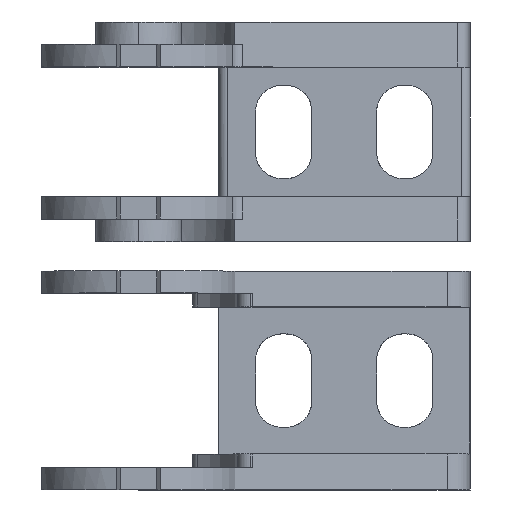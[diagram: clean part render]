
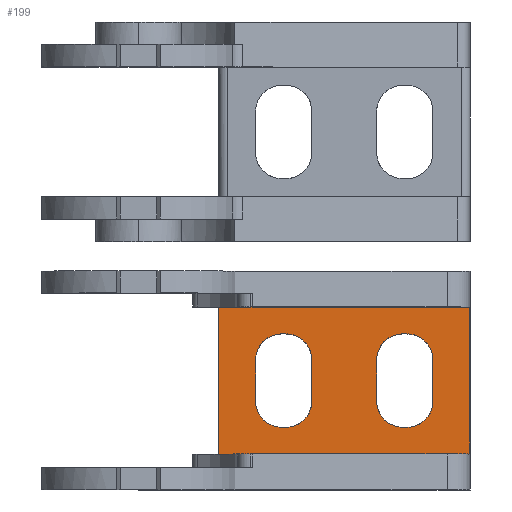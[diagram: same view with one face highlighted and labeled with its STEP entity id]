
A CAD part, top view. The second image highlights one B-rep face of the part: STEP entity #199.
In plain terms, the highlighted planar face has unit normal (0, 0, 1).
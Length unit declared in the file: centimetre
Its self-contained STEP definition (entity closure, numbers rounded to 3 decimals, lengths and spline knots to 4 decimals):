
#53=FACE_BOUND('',#698,.T.);
#54=FACE_BOUND('',#699,.T.);
#199=ADVANCED_FACE('',(#439,#53,#54),#4028,.T.);
#439=FACE_OUTER_BOUND('',#697,.T.);
#697=EDGE_LOOP('',(#1653,#1654,#1655,#1656));
#698=EDGE_LOOP('',(#1657,#1658,#1659,#1660,#1661,#1662,#1663,#1664));
#699=EDGE_LOOP('',(#1665,#1666,#1667,#1668,#1669,#1670,#1671,#1672));
#1653=ORIENTED_EDGE('',*,*,#2515,.T.);
#1654=ORIENTED_EDGE('',*,*,#2552,.T.);
#1655=ORIENTED_EDGE('',*,*,#2613,.T.);
#1656=ORIENTED_EDGE('',*,*,#2576,.T.);
#1657=ORIENTED_EDGE('',*,*,#2671,.F.);
#1658=ORIENTED_EDGE('',*,*,#2579,.F.);
#1659=ORIENTED_EDGE('',*,*,#2673,.F.);
#1660=ORIENTED_EDGE('',*,*,#2580,.F.);
#1661=ORIENTED_EDGE('',*,*,#2666,.F.);
#1662=ORIENTED_EDGE('',*,*,#2581,.F.);
#1663=ORIENTED_EDGE('',*,*,#2668,.F.);
#1664=ORIENTED_EDGE('',*,*,#2578,.F.);
#1665=ORIENTED_EDGE('',*,*,#2582,.F.);
#1666=ORIENTED_EDGE('',*,*,#2685,.F.);
#1667=ORIENTED_EDGE('',*,*,#2583,.F.);
#1668=ORIENTED_EDGE('',*,*,#2677,.F.);
#1669=ORIENTED_EDGE('',*,*,#2584,.F.);
#1670=ORIENTED_EDGE('',*,*,#2680,.F.);
#1671=ORIENTED_EDGE('',*,*,#2585,.F.);
#1672=ORIENTED_EDGE('',*,*,#2683,.F.);
#2515=EDGE_CURVE('',#3747,#3746,#3089,.T.);
#2552=EDGE_CURVE('',#3746,#3786,#3124,.T.);
#2576=EDGE_CURVE('',#3836,#3747,#3146,.T.);
#2578=EDGE_CURVE('',#3837,#3838,#3148,.T.);
#2579=EDGE_CURVE('',#3840,#3839,#3149,.T.);
#2580=EDGE_CURVE('',#3842,#3841,#3150,.T.);
#2581=EDGE_CURVE('',#3844,#3843,#3151,.T.);
#2582=EDGE_CURVE('',#3845,#3846,#3152,.T.);
#2583=EDGE_CURVE('',#3848,#3847,#3153,.T.);
#2584=EDGE_CURVE('',#3850,#3849,#3154,.T.);
#2585=EDGE_CURVE('',#3852,#3851,#3155,.T.);
#2613=EDGE_CURVE('',#3786,#3836,#3171,.T.);
#2666=EDGE_CURVE('',#3843,#3842,#3448,.T.);
#2668=EDGE_CURVE('',#3838,#3844,#3450,.T.);
#2671=EDGE_CURVE('',#3839,#3837,#3452,.T.);
#2673=EDGE_CURVE('',#3841,#3840,#3454,.T.);
#2677=EDGE_CURVE('',#3849,#3848,#3456,.T.);
#2680=EDGE_CURVE('',#3851,#3850,#3458,.T.);
#2683=EDGE_CURVE('',#3846,#3852,#3460,.T.);
#2685=EDGE_CURVE('',#3847,#3845,#3462,.T.);
#3089=B_SPLINE_CURVE_WITH_KNOTS('',1,(#7585,#7586),.UNSPECIFIED.,.F.,.F.,
(2,2),(0.,29.),.UNSPECIFIED.);
#3124=B_SPLINE_CURVE_WITH_KNOTS('',1,(#7661,#7662),.UNSPECIFIED.,.F.,.F.,
(2,2),(-17.,0.),.UNSPECIFIED.);
#3146=B_SPLINE_CURVE_WITH_KNOTS('',1,(#7711,#7712),.UNSPECIFIED.,.F.,.F.,
(2,2),(0.,17.),.UNSPECIFIED.);
#3148=B_SPLINE_CURVE_WITH_KNOTS('',1,(#7715,#7716),.UNSPECIFIED.,.F.,.F.,
(2,2),(0.,0.5),.UNSPECIFIED.);
#3149=B_SPLINE_CURVE_WITH_KNOTS('',1,(#7717,#7718),.UNSPECIFIED.,.F.,.F.,
(2,2),(0.,4.8),.UNSPECIFIED.);
#3150=B_SPLINE_CURVE_WITH_KNOTS('',1,(#7719,#7720),.UNSPECIFIED.,.F.,.F.,
(2,2),(0.,0.5),.UNSPECIFIED.);
#3151=B_SPLINE_CURVE_WITH_KNOTS('',1,(#7721,#7722),.UNSPECIFIED.,.F.,.F.,
(2,2),(0.,4.8),.UNSPECIFIED.);
#3152=B_SPLINE_CURVE_WITH_KNOTS('',1,(#7723,#7724),.UNSPECIFIED.,.F.,.F.,
(2,2),(0.,0.5),.UNSPECIFIED.);
#3153=B_SPLINE_CURVE_WITH_KNOTS('',1,(#7725,#7726),.UNSPECIFIED.,.F.,.F.,
(2,2),(0.,4.8),.UNSPECIFIED.);
#3154=B_SPLINE_CURVE_WITH_KNOTS('',1,(#7727,#7728),.UNSPECIFIED.,.F.,.F.,
(2,2),(0.,0.5),.UNSPECIFIED.);
#3155=B_SPLINE_CURVE_WITH_KNOTS('',1,(#7729,#7730),.UNSPECIFIED.,.F.,.F.,
(2,2),(0.,4.8),.UNSPECIFIED.);
#3171=B_SPLINE_CURVE_WITH_KNOTS('',1,(#7805,#7806),.UNSPECIFIED.,.F.,.F.,
(2,2),(-29.,0.),.UNSPECIFIED.);
#3448=(
BOUNDED_CURVE()
B_SPLINE_CURVE(2,(#7938,#7939,#7940),.UNSPECIFIED.,.F.,.F.)
B_SPLINE_CURVE_WITH_KNOTS((3,3),(-4.7124,0.),.UNSPECIFIED.)
CURVE()
GEOMETRIC_REPRESENTATION_ITEM()
RATIONAL_B_SPLINE_CURVE((1.,0.707,1.))
REPRESENTATION_ITEM('')
);
#3450=(
BOUNDED_CURVE()
B_SPLINE_CURVE(2,(#7944,#7945,#7946),.UNSPECIFIED.,.F.,.F.)
B_SPLINE_CURVE_WITH_KNOTS((3,3),(-4.7124,0.),.UNSPECIFIED.)
CURVE()
GEOMETRIC_REPRESENTATION_ITEM()
RATIONAL_B_SPLINE_CURVE((1.,0.707,1.))
REPRESENTATION_ITEM('')
);
#3452=(
BOUNDED_CURVE()
B_SPLINE_CURVE(2,(#7952,#7953,#7954),.UNSPECIFIED.,.F.,.F.)
B_SPLINE_CURVE_WITH_KNOTS((3,3),(-4.7124,0.),.UNSPECIFIED.)
CURVE()
GEOMETRIC_REPRESENTATION_ITEM()
RATIONAL_B_SPLINE_CURVE((1.,0.707,1.))
REPRESENTATION_ITEM('')
);
#3454=(
BOUNDED_CURVE()
B_SPLINE_CURVE(2,(#7958,#7959,#7960),.UNSPECIFIED.,.F.,.F.)
B_SPLINE_CURVE_WITH_KNOTS((3,3),(-4.7124,0.),.UNSPECIFIED.)
CURVE()
GEOMETRIC_REPRESENTATION_ITEM()
RATIONAL_B_SPLINE_CURVE((1.,0.707,1.))
REPRESENTATION_ITEM('')
);
#3456=(
BOUNDED_CURVE()
B_SPLINE_CURVE(2,(#7968,#7969,#7970),.UNSPECIFIED.,.F.,.F.)
B_SPLINE_CURVE_WITH_KNOTS((3,3),(-4.7124,0.),.UNSPECIFIED.)
CURVE()
GEOMETRIC_REPRESENTATION_ITEM()
RATIONAL_B_SPLINE_CURVE((1.,0.707,1.))
REPRESENTATION_ITEM('')
);
#3458=(
BOUNDED_CURVE()
B_SPLINE_CURVE(2,(#7976,#7977,#7978),.UNSPECIFIED.,.F.,.F.)
B_SPLINE_CURVE_WITH_KNOTS((3,3),(-4.7124,0.),.UNSPECIFIED.)
CURVE()
GEOMETRIC_REPRESENTATION_ITEM()
RATIONAL_B_SPLINE_CURVE((1.,0.707,1.))
REPRESENTATION_ITEM('')
);
#3460=(
BOUNDED_CURVE()
B_SPLINE_CURVE(2,(#7984,#7985,#7986),.UNSPECIFIED.,.F.,.F.)
B_SPLINE_CURVE_WITH_KNOTS((3,3),(-4.7124,0.),.UNSPECIFIED.)
CURVE()
GEOMETRIC_REPRESENTATION_ITEM()
RATIONAL_B_SPLINE_CURVE((1.,0.707,1.))
REPRESENTATION_ITEM('')
);
#3462=(
BOUNDED_CURVE()
B_SPLINE_CURVE(2,(#7990,#7991,#7992),.UNSPECIFIED.,.F.,.F.)
B_SPLINE_CURVE_WITH_KNOTS((3,3),(-4.7124,0.),.UNSPECIFIED.)
CURVE()
GEOMETRIC_REPRESENTATION_ITEM()
RATIONAL_B_SPLINE_CURVE((1.,0.707,1.))
REPRESENTATION_ITEM('')
);
#3746=VERTEX_POINT('',#7330);
#3747=VERTEX_POINT('',#7331);
#3786=VERTEX_POINT('',#7370);
#3836=VERTEX_POINT('',#7420);
#3837=VERTEX_POINT('',#7421);
#3838=VERTEX_POINT('',#7422);
#3839=VERTEX_POINT('',#7423);
#3840=VERTEX_POINT('',#7424);
#3841=VERTEX_POINT('',#7425);
#3842=VERTEX_POINT('',#7426);
#3843=VERTEX_POINT('',#7427);
#3844=VERTEX_POINT('',#7428);
#3845=VERTEX_POINT('',#7429);
#3846=VERTEX_POINT('',#7430);
#3847=VERTEX_POINT('',#7431);
#3848=VERTEX_POINT('',#7432);
#3849=VERTEX_POINT('',#7433);
#3850=VERTEX_POINT('',#7434);
#3851=VERTEX_POINT('',#7435);
#3852=VERTEX_POINT('',#7436);
#4028=PLANE('',#4288);
#4288=AXIS2_PLACEMENT_3D('',#6612,#4445,$);
#4445=DIRECTION('',(0.,0.,1.));
#6612=CARTESIAN_POINT('',(-0.465,2.0301,-0.865));
#7330=CARTESIAN_POINT('',(2.7251,0.16,-0.865));
#7331=CARTESIAN_POINT('',(-0.1749,0.16,-0.865));
#7370=CARTESIAN_POINT('',(2.7251,1.86,-0.865));
#7420=CARTESIAN_POINT('',(-0.1749,1.86,-0.865));
#7421=CARTESIAN_POINT('',(2.0001,1.55,-0.865));
#7422=CARTESIAN_POINT('',(1.9501,1.55,-0.865));
#7423=CARTESIAN_POINT('',(2.3001,1.25,-0.865));
#7424=CARTESIAN_POINT('',(2.3001,0.77,-0.865));
#7425=CARTESIAN_POINT('',(2.0001,0.47,-0.865));
#7426=CARTESIAN_POINT('',(1.9501,0.47,-0.865));
#7427=CARTESIAN_POINT('',(1.6501,0.77,-0.865));
#7428=CARTESIAN_POINT('',(1.6501,1.25,-0.865));
#7429=CARTESIAN_POINT('',(0.6001,1.55,-0.865));
#7430=CARTESIAN_POINT('',(0.5501,1.55,-0.865));
#7431=CARTESIAN_POINT('',(0.9001,1.25,-0.865));
#7432=CARTESIAN_POINT('',(0.9001,0.77,-0.865));
#7433=CARTESIAN_POINT('',(0.6001,0.47,-0.865));
#7434=CARTESIAN_POINT('',(0.5501,0.47,-0.865));
#7435=CARTESIAN_POINT('',(0.2501,0.77,-0.865));
#7436=CARTESIAN_POINT('',(0.2501,1.25,-0.865));
#7585=CARTESIAN_POINT('',(-0.1749,0.16,-0.865));
#7586=CARTESIAN_POINT('',(2.7251,0.16,-0.865));
#7661=CARTESIAN_POINT('',(2.7251,0.16,-0.865));
#7662=CARTESIAN_POINT('',(2.7251,1.86,-0.865));
#7711=CARTESIAN_POINT('',(-0.1749,1.86,-0.865));
#7712=CARTESIAN_POINT('',(-0.1749,0.16,-0.865));
#7715=CARTESIAN_POINT('',(2.0001,1.55,-0.865));
#7716=CARTESIAN_POINT('',(1.9501,1.55,-0.865));
#7717=CARTESIAN_POINT('',(2.3001,0.77,-0.865));
#7718=CARTESIAN_POINT('',(2.3001,1.25,-0.865));
#7719=CARTESIAN_POINT('',(1.9501,0.47,-0.865));
#7720=CARTESIAN_POINT('',(2.0001,0.47,-0.865));
#7721=CARTESIAN_POINT('',(1.6501,1.25,-0.865));
#7722=CARTESIAN_POINT('',(1.6501,0.77,-0.865));
#7723=CARTESIAN_POINT('',(0.6001,1.55,-0.865));
#7724=CARTESIAN_POINT('',(0.5501,1.55,-0.865));
#7725=CARTESIAN_POINT('',(0.9001,0.77,-0.865));
#7726=CARTESIAN_POINT('',(0.9001,1.25,-0.865));
#7727=CARTESIAN_POINT('',(0.5501,0.47,-0.865));
#7728=CARTESIAN_POINT('',(0.6001,0.47,-0.865));
#7729=CARTESIAN_POINT('',(0.2501,1.25,-0.865));
#7730=CARTESIAN_POINT('',(0.2501,0.77,-0.865));
#7805=CARTESIAN_POINT('',(2.7251,1.86,-0.865));
#7806=CARTESIAN_POINT('',(-0.1749,1.86,-0.865));
#7938=CARTESIAN_POINT('',(1.6501,0.77,-0.865));
#7939=CARTESIAN_POINT('',(1.6501,0.47,-0.865));
#7940=CARTESIAN_POINT('',(1.9501,0.47,-0.865));
#7944=CARTESIAN_POINT('',(1.9501,1.55,-0.865));
#7945=CARTESIAN_POINT('',(1.6501,1.55,-0.865));
#7946=CARTESIAN_POINT('',(1.6501,1.25,-0.865));
#7952=CARTESIAN_POINT('',(2.3001,1.25,-0.865));
#7953=CARTESIAN_POINT('',(2.3001,1.55,-0.865));
#7954=CARTESIAN_POINT('',(2.0001,1.55,-0.865));
#7958=CARTESIAN_POINT('',(2.0001,0.47,-0.865));
#7959=CARTESIAN_POINT('',(2.3001,0.47,-0.865));
#7960=CARTESIAN_POINT('',(2.3001,0.77,-0.865));
#7968=CARTESIAN_POINT('',(0.6001,0.47,-0.865));
#7969=CARTESIAN_POINT('',(0.9001,0.47,-0.865));
#7970=CARTESIAN_POINT('',(0.9001,0.77,-0.865));
#7976=CARTESIAN_POINT('',(0.2501,0.77,-0.865));
#7977=CARTESIAN_POINT('',(0.2501,0.47,-0.865));
#7978=CARTESIAN_POINT('',(0.5501,0.47,-0.865));
#7984=CARTESIAN_POINT('',(0.5501,1.55,-0.865));
#7985=CARTESIAN_POINT('',(0.2501,1.55,-0.865));
#7986=CARTESIAN_POINT('',(0.2501,1.25,-0.865));
#7990=CARTESIAN_POINT('',(0.9001,1.25,-0.865));
#7991=CARTESIAN_POINT('',(0.9001,1.55,-0.865));
#7992=CARTESIAN_POINT('',(0.6001,1.55,-0.865));
